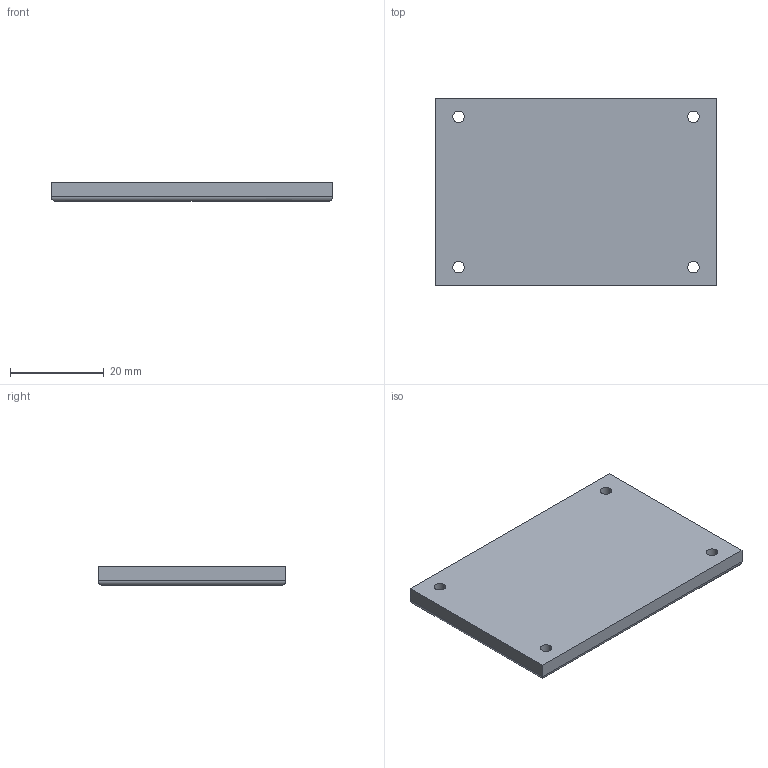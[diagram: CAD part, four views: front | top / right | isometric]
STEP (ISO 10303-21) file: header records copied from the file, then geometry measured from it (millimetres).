
FILE_DESCRIPTION (( 'STEP AP214' ), '1' );
FILE_NAME ('diode_housing_back_cover.STEP', '2021-08-18T04:15:46', ( '' ), ( '' ), 'SwSTEP 2.0', 'SolidWorks 2019', '' );
FILE_SCHEMA (( 'AUTOMOTIVE_DESIGN' ));
Length unit declared in the file: millimetre
Products named in the file (1): diode_housing_back_cover
Bounding box: 60 x 40 x 4 mm (x, y, z)
Volume: 9367.9 mm3; surface area: 5662.6 mm2
Topology: 1 solids, 1 shells, 30 faces, 68 edges, 44 vertices
Faces by surface type: cylinder 20, plane 10
Entity records: 902 total; most frequent: DIRECTION 158, CARTESIAN_POINT 155, ORIENTED_EDGE 136, EDGE_CURVE 68, AXIS2_PLACEMENT_3D 63, VERTEX_POINT 44, EDGE_LOOP 42, CIRCLE 32
